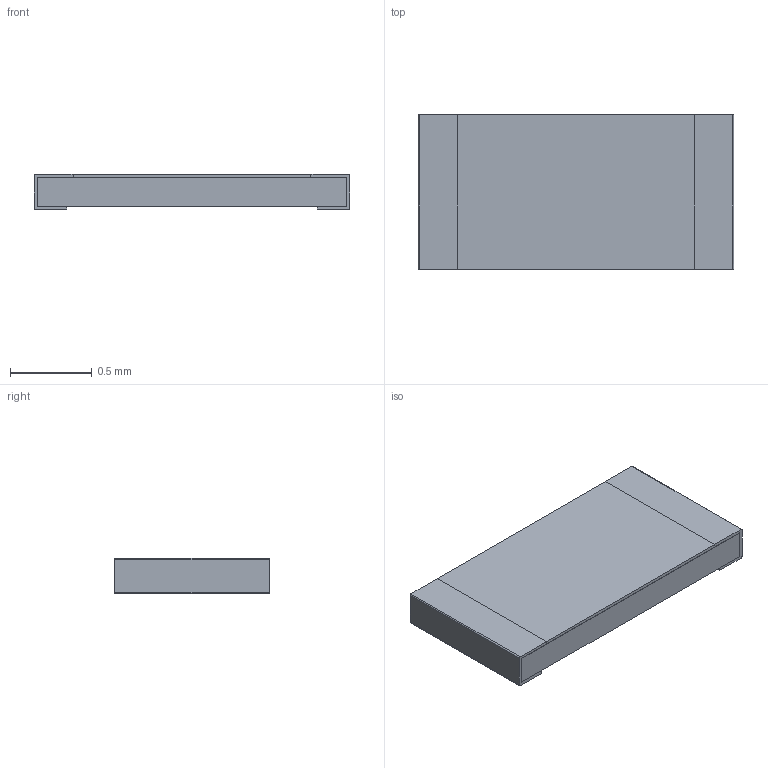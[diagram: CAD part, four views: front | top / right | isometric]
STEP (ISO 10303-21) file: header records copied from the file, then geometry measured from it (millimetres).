
FILE_DESCRIPTION(('FreeCAD Model'),'2;1');
FILE_NAME('R_2010.STEP', '2016-03-20T01:04:01',('Author'),(''), 'Open CASCADE STEP processor 6.8','FreeCAD','Unknown');
FILE_SCHEMA(('AUTOMOTIVE_DESIGN_CC2 { 1 2 10303 214 -1 1 5 4 }'));
Length unit declared in the file: millimetre
Products named in the file (5): Document; Document001; Document002; Document003; Document004
Bounding box: 1.93 x 0.94 x 0.22 mm (x, y, z)
Volume: 0.4 mm3; surface area: 9.8 mm2
Topology: 4 solids, 4 shells, 46 faces, 115 edges, 77 vertices
Faces by surface type: bspline 46
Entity records: 2867 total; most frequent: CARTESIAN_POINT 1304, B_SPLINE_CURVE_WITH_KNOTS 286, ORIENTED_EDGE 228, PCURVE 228, DEFINITIONAL_REPRESENTATION 228, EDGE_CURVE 114, SURFACE_CURVE 114, VERTEX_POINT 76
